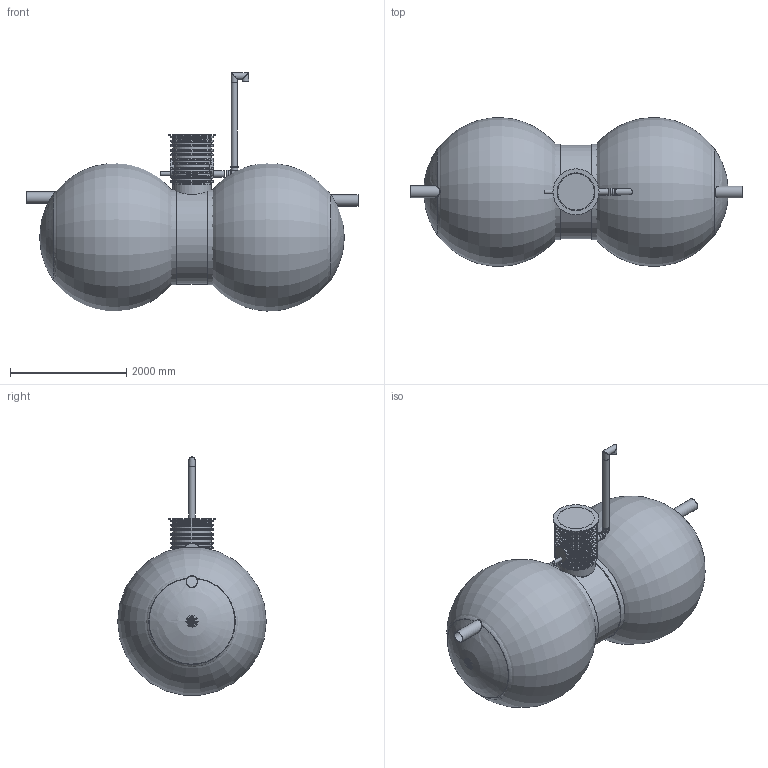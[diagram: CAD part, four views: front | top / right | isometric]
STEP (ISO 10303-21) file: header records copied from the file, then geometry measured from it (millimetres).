
FILE_DESCRIPTION(/* description */ ('Unknown'),/* implementation_level */ '2;1');
FILE_NAME(/* name */ 'Liiva-mudaeraldaja 10m3 D1600 20.02.23',/* time_stamp */ '2023-04-13T14:40:22+03:00',/* author */ ('Unknown'),/* organization */ ('Unknown'),/* preprocessor_version */ 'ST-DEVELOPER v18.1',/* originating_system */ 'Solid Edge',/* authorisation */ 'Unknown');
FILE_SCHEMA (('AUTOMOTIVE_DESIGN {1 0 10303 214 3 1 1}'));
Length unit declared in the file: millimetre
Products named in the file (19): Liiva-mudaeraldaja 10m3 D1600 20.02.23; D1600 ots1 20.02.23; D1600 silinder 10m3 liivakale 20.02.23; D1600 ots2 20.02.23; Ribi1600; toru_200 20.02.23; 2693.001_var3_oa_0; 2697.001 tihend teeninduskaevule 670_var2; D665 KP silinder 26.04.19; Malmluuk_D600_(Ginmika); Malmluugi_korpus_D600_(Ginmika); Malmluugi_kaan_D600_(Ginmika); 2703.001; RoundTubing 110x6.6_oa_1; RoundTubing 63x4.7_oa_2; PE_vent_malm_L=1500; PVC_polv_110; PE venttoru DN100 L=1500; Rotoventiots
Assembly tree (25 placements, depth 3):
  Liiva-mudaeraldaja 10m3 D1600 20.02.23
    D1600 ots1 20.02.23
    D1600 silinder 10m3 liivakale 20.02.23
    D1600 ots2 20.02.23
    Ribi1600  x6
    toru_200 20.02.23  x2
    2693.001_var3_oa_0
    2697.001 tihend teeninduskaevule 670_var2  x2
    D665 KP silinder 26.04.19
    Malmluuk_D600_(Ginmika)
      Malmluugi_korpus_D600_(Ginmika)
      Malmluugi_kaan_D600_(Ginmika)
    2703.001
    RoundTubing 110x6.6_oa_1
    RoundTubing 63x4.7_oa_2
    PE_vent_malm_L=1500
      PVC_polv_110
      PE venttoru DN100 L=1500
      Rotoventiots
Bounding box: 5700 x 2552.94 x 4088.6 mm (x, y, z)
Volume: 17767662833.4 mm3; surface area: 121386530.7 mm2
Topology: 25 solids, 25 shells, 582 faces, 1397 edges, 905 vertices
Faces by surface type: plane 212, cylinder 195, torus 120, cone 30, bspline 23, sphere 2
Full cylindrical faces by diameter (mm): 6 x1, 10 x31, 53.6 x1, 63 x1, 96.8 x1, 100 x2, 103.2 x3, 105 x1, 110 x9, 120 x2, 130 x2, 188 x2, 200 x4, 595 x1, 600 x1, 609 x1, 610 x1, 615 x2, 625 x3, 630 x1, 632.5 x4, 648.5 x4, 650 x1, 655 x8, 665 x7, 668.5 x4, 678.5 x2, 709 x1, 715 x7, 725 x8
Entity records: 17626 total; most frequent: CARTESIAN_POINT 5992, DIRECTION 2285, ORIENTED_EDGE 2012, AXIS2_PLACEMENT_3D 1014, EDGE_CURVE 1006, FACE_BOUND 856, EDGE_LOOP 854, VERTEX_POINT 758
